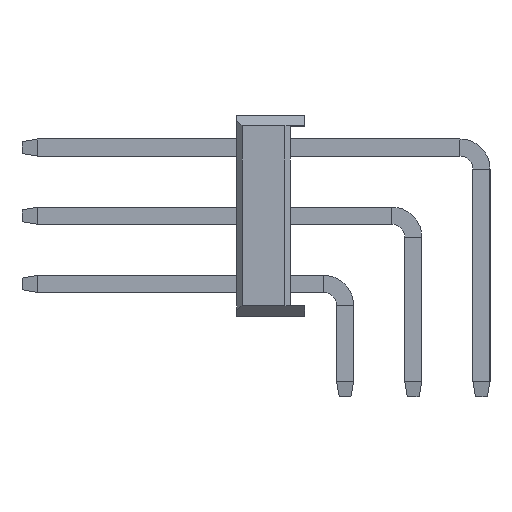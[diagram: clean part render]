
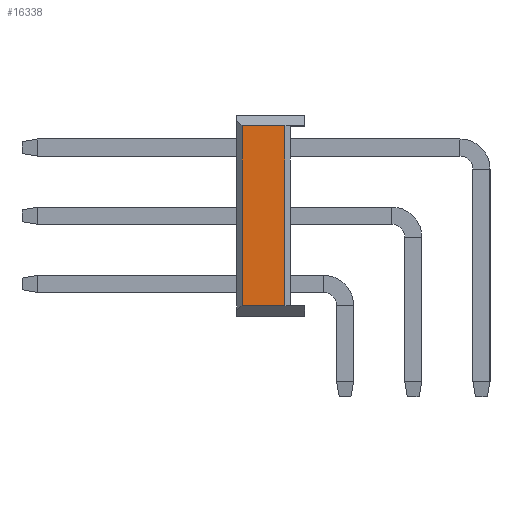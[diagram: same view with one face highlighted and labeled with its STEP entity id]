
A CAD part, left-side view. The second image highlights one B-rep face of the part: STEP entity #16338.
In plain terms, the highlighted planar face has unit normal (-1, 0, 0).
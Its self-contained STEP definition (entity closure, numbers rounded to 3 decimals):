
#1131 = VERTEX_POINT ( 'NONE', #24492 ) ;
#1378 = DIRECTION ( 'NONE',  ( 0., 0., -1. ) ) ;
#1629 = CARTESIAN_POINT ( 'NONE',  ( -1.27, 2.34, 3.35 ) ) ;
#3071 = VERTEX_POINT ( 'NONE', #42687 ) ;
#3501 = CARTESIAN_POINT ( 'NONE',  ( -1.27, 2.54, -3.35 ) ) ;
#4214 = CARTESIAN_POINT ( 'NONE',  ( -1.27, 2.54, 3.35 ) ) ;
#4946 = AXIS2_PLACEMENT_3D ( 'NONE', #22257, #26467, #1378 ) ;
#7156 = ORIENTED_EDGE ( 'NONE', *, *, #31605, .T. ) ;
#8863 = LINE ( 'NONE', #3501, #29844 ) ;
#12188 = DIRECTION ( 'NONE',  ( 0., 0., -1. ) ) ;
#13078 = LINE ( 'NONE', #4214, #45180 ) ;
#14037 = ORIENTED_EDGE ( 'NONE', *, *, #16385, .F. ) ;
#14431 = VECTOR ( 'NONE', #12188, 1000. ) ;
#14690 = EDGE_CURVE ( 'NONE', #35412, #16870, #13078, .T. ) ;
#15968 = DIRECTION ( 'NONE',  ( 0., -1., 0. ) ) ;
#16338 = ADVANCED_FACE ( 'NONE', ( #20825 ), #38953, .F. ) ;
#16385 = EDGE_CURVE ( 'NONE', #16870, #3071, #26725, .T. ) ;
#16870 = VERTEX_POINT ( 'NONE', #22412 ) ;
#18101 = ORIENTED_EDGE ( 'NONE', *, *, #14690, .F. ) ;
#20825 = FACE_OUTER_BOUND ( 'NONE', #25201, .T. ) ;
#22257 = CARTESIAN_POINT ( 'NONE',  ( -1.27, 2.54, -3.35 ) ) ;
#22412 = CARTESIAN_POINT ( 'NONE',  ( -1.27, 0.74, 3.35 ) ) ;
#24492 = CARTESIAN_POINT ( 'NONE',  ( -1.27, 2.34, -3.35 ) ) ;
#25201 = EDGE_LOOP ( 'NONE', ( #18101, #7156, #32621, #14037 ) ) ;
#26467 = DIRECTION ( 'NONE',  ( 1., 0., 0. ) ) ;
#26725 = LINE ( 'NONE', #51933, #36542 ) ;
#28864 = CARTESIAN_POINT ( 'NONE',  ( -1.27, 2.34, -3.35 ) ) ;
#29299 = DIRECTION ( 'NONE',  ( 0., -1., 0. ) ) ;
#29844 = VECTOR ( 'NONE', #15968, 1000. ) ;
#31605 = EDGE_CURVE ( 'NONE', #35412, #1131, #36706, .T. ) ;
#32621 = ORIENTED_EDGE ( 'NONE', *, *, #38755, .T. ) ;
#35412 = VERTEX_POINT ( 'NONE', #1629 ) ;
#36542 = VECTOR ( 'NONE', #43473, 1000. ) ;
#36706 = LINE ( 'NONE', #28864, #14431 ) ;
#38755 = EDGE_CURVE ( 'NONE', #1131, #3071, #8863, .T. ) ;
#38953 = PLANE ( 'NONE',  #4946 ) ;
#42687 = CARTESIAN_POINT ( 'NONE',  ( -1.27, 0.74, -3.35 ) ) ;
#43473 = DIRECTION ( 'NONE',  ( 0., 0., -1. ) ) ;
#45180 = VECTOR ( 'NONE', #29299, 1000. ) ;
#51933 = CARTESIAN_POINT ( 'NONE',  ( -1.27, 0.74, 3.35 ) ) ;
